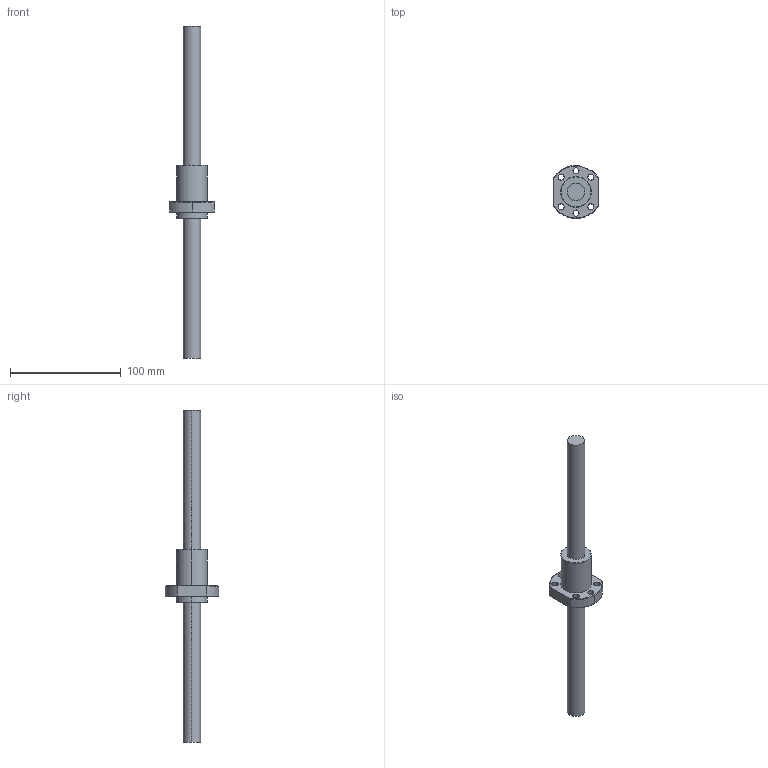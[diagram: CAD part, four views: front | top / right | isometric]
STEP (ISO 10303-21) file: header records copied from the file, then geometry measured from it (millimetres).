
FILE_DESCRIPTION (( 'STEP AP203' ), '1' );
FILE_NAME ('SDK1605.STEP', '2014-07-02T02:58:45', ( 'woni' ), ( '' ), 'SwSTEP 2.0', 'SolidWorks 2013', '' );
FILE_SCHEMA (( 'CONFIG_CONTROL_DESIGN' ));
Length unit declared in the file: millimetre
Products named in the file (3): SDK1605; RM1605
Assembly tree (2 placements, depth 2):
  SDK1605
    RM1605
    SDK1605
Bounding box: 40 x 47.99 x 300 mm (x, y, z)
Volume: 86136.1 mm3; surface area: 26154.9 mm2
Topology: 2 solids, 2 shells, 49 faces, 121 edges, 78 vertices
Faces by surface type: cylinder 28, cone 12, plane 9
Entity records: 1870 total; most frequent: CARTESIAN_POINT 339, DIRECTION 279, ORIENTED_EDGE 242, EDGE_CURVE 121, AXIS2_PLACEMENT_3D 118, VERTEX_POINT 78, EDGE_LOOP 67, CIRCLE 64
